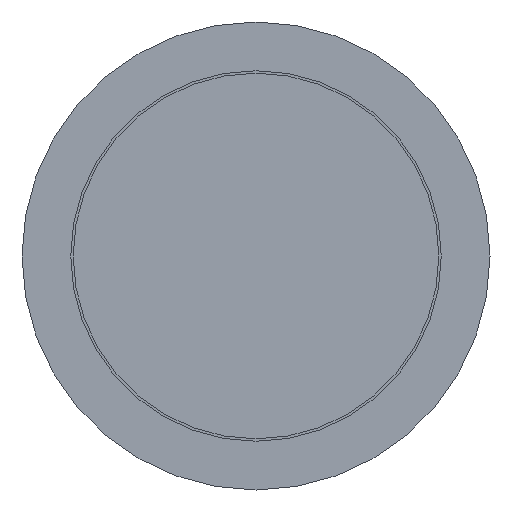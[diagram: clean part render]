
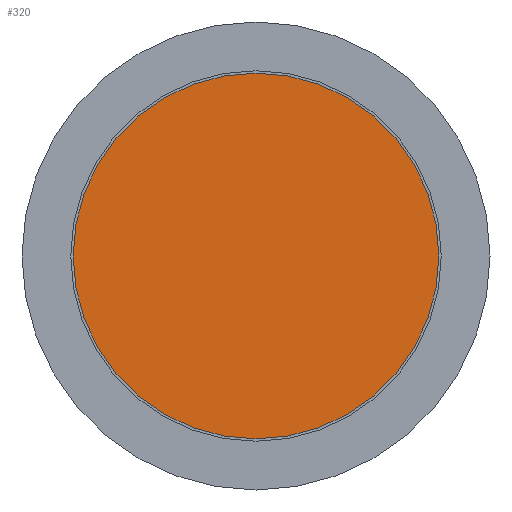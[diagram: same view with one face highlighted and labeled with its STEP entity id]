
A CAD part, front view. The second image highlights one B-rep face of the part: STEP entity #320.
In plain terms, the highlighted planar face has unit normal (0, -1, 0).
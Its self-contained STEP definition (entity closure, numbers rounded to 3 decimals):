
#46 = CARTESIAN_POINT ( 'NONE',  ( 0., 0., -18.75 ) ) ;
#71 = DIRECTION ( 'NONE',  ( 0., 0., 1. ) ) ;
#112 = DIRECTION ( 'NONE',  ( 0., 0., -1. ) ) ;
#147 = FACE_OUTER_BOUND ( 'NONE', #542, .T. ) ;
#185 = AXIS2_PLACEMENT_3D ( 'NONE', #359, #313, #71 ) ;
#187 = PLANE ( 'NONE',  #185 ) ;
#225 = CIRCLE ( 'NONE', #445, 18.75 ) ;
#313 = DIRECTION ( 'NONE',  ( 0., 1., 0. ) ) ;
#320 = ADVANCED_FACE ( 'NONE', ( #147 ), #187, .F. ) ;
#327 = CARTESIAN_POINT ( 'NONE',  ( 0., 0., 0. ) ) ;
#340 = ORIENTED_EDGE ( 'NONE', *, *, #456, .T. ) ;
#359 = CARTESIAN_POINT ( 'NONE',  ( -18.75, 0., 0. ) ) ;
#445 = AXIS2_PLACEMENT_3D ( 'NONE', #327, #499, #112 ) ;
#456 = EDGE_CURVE ( 'NONE', #470, #470, #225, .T. ) ;
#470 = VERTEX_POINT ( 'NONE', #46 ) ;
#499 = DIRECTION ( 'NONE',  ( 0., -1., 0. ) ) ;
#542 = EDGE_LOOP ( 'NONE', ( #340 ) ) ;
